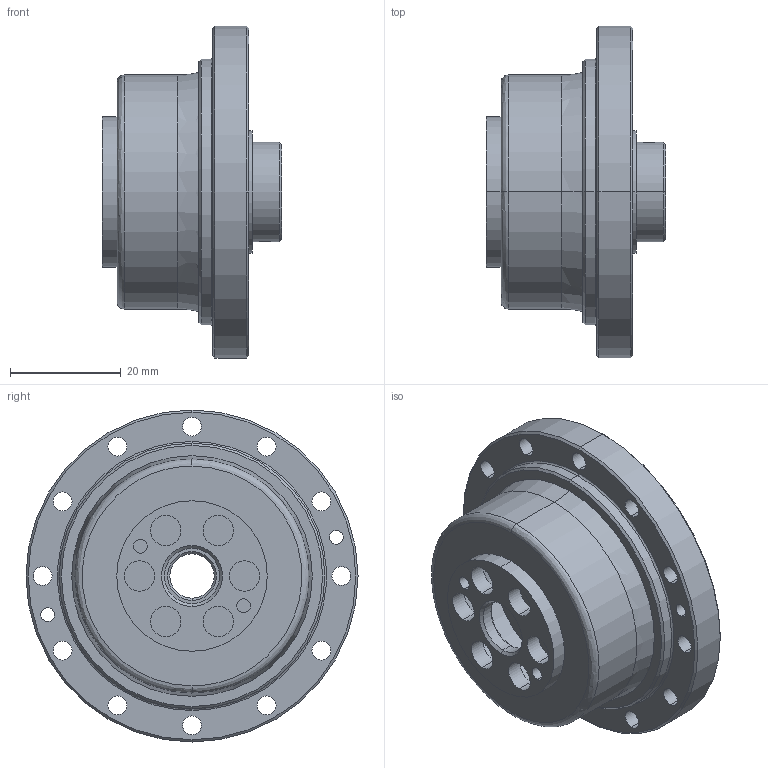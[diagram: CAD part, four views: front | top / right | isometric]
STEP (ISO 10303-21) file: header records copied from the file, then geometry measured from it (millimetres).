
FILE_DESCRIPTION (( 'STEP AP214' ), '1' );
FILE_NAME ('csf-17-120-2a-r.STEP', '2022-08-29T05:41:06', ( '' ), ( '' ), 'SwSTEP 2.0', 'SolidWorks 2020', '' );
FILE_SCHEMA (( 'AUTOMOTIVE_DESIGN' ));
Length unit declared in the file: millimetre
Products named in the file (7): CSF-17-2A-R_FLEXSPLINE; CSF-17-2A-R_OLDHAM_COUPLING; 17_WG_BEARING; csf-17-120-2a-r; setScrew1; setScrew2; CSF-17-2A-R_CIRCULAR_SPLINE
Assembly tree (6 placements, depth 2):
  csf-17-120-2a-r
    CSF-17-2A-R_CIRCULAR_SPLINE
    17_WG_BEARING
    setScrew1
    CSF-17-2A-R_FLEXSPLINE
    setScrew2
    CSF-17-2A-R_OLDHAM_COUPLING
Bounding box: 32.5 x 60 x 60 mm (x, y, z)
Volume: 26283.5 mm3; surface area: 24340.5 mm2
Topology: 6 solids, 6 shells, 180 faces, 428 edges, 268 vertices
Faces by surface type: cylinder 100, plane 36, cone 30, bspline 14
Entity records: 6326 total; most frequent: CARTESIAN_POINT 1669, DIRECTION 994, ORIENTED_EDGE 848, EDGE_CURVE 424, AXIS2_PLACEMENT_3D 413, VERTEX_POINT 268, EDGE_LOOP 248, CIRCLE 238
